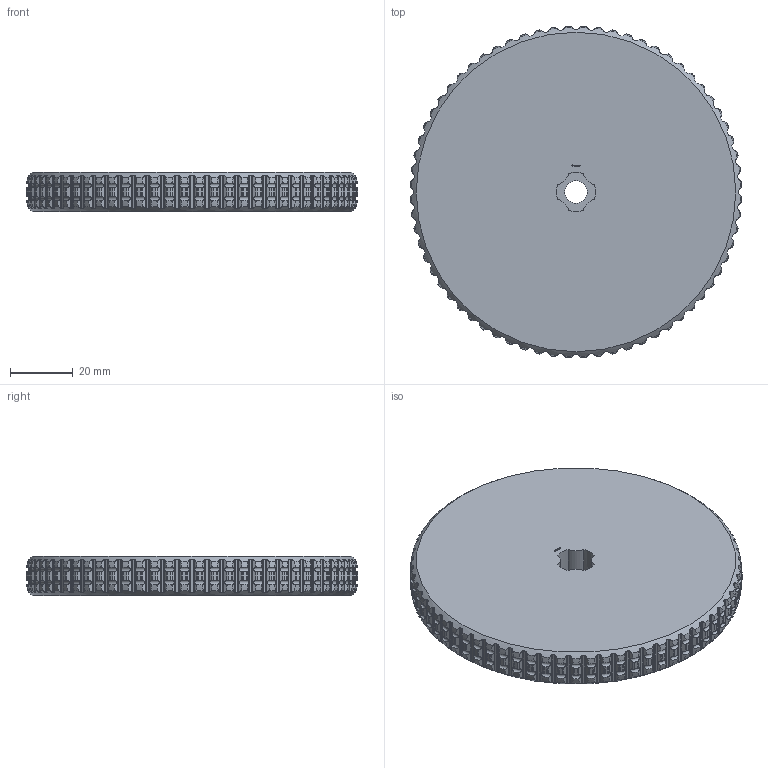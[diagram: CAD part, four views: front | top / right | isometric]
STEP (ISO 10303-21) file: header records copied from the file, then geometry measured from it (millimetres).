
FILE_DESCRIPTION(('FreeCAD Model'),'2;1');
FILE_NAME('Open CASCADE Shape Model','2023-12-20T21:10:26',(''),(''), 'Open CASCADE STEP processor 7.6','FreeCAD','Unknown');
FILE_SCHEMA(('AUTOMOTIVE_DESIGN { 1 0 10303 214 1 1 1 1 }'));
Products named in the file (1): Wheel GND TTRD PLN BU08.50x01.00 - SPN-WHL-0027 (stemfie.org)
Bounding box: 106.19 x 106.19 x 12.5 mm (x, y, z)
Volume: 105837.9 mm3; surface area: 23235.5 mm2
Topology: 1 solids, 1 shells, 1986 faces, 5788 edges, 3854 vertices
Faces by surface type: cylinder 761, plane 536, cone 305, torus 272, extrusion 112
Full cylindrical faces by diameter (mm): 2 x4, 7.2 x1
Entity records: 218594 total; most frequent: CARTESIAN_POINT 103787, DIRECTION 14132, ORIENTED_EDGE 11576, PCURVE 11576, DEFINITIONAL_REPRESENTATION 11576, B_SPLINE_CURVE_WITH_KNOTS 8332, VECTOR 7632, LINE 7520
